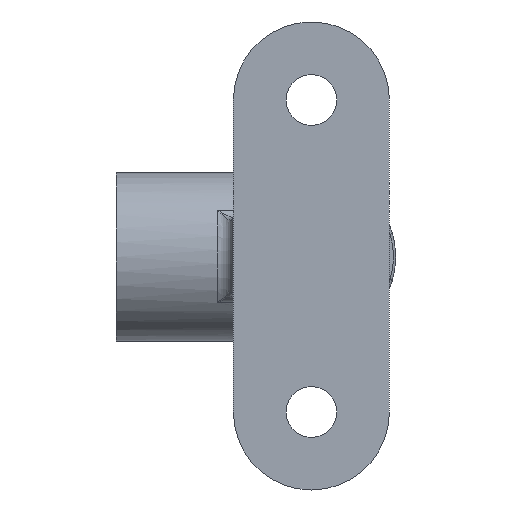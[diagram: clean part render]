
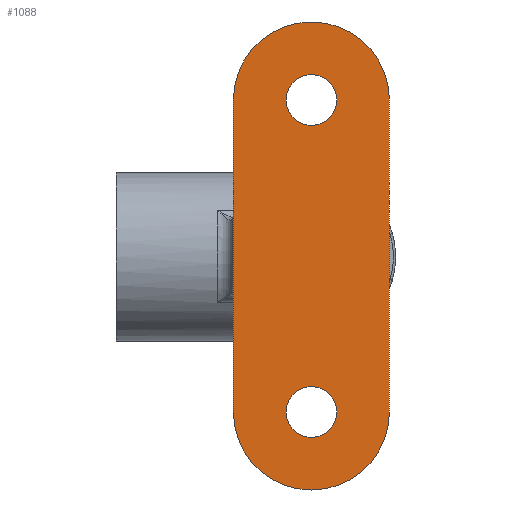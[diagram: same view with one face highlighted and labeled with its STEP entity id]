
A CAD part, front view. The second image highlights one B-rep face of the part: STEP entity #1088.
In plain terms, the highlighted planar face has unit normal (0, -1, 0).
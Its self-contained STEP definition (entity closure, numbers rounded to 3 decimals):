
#27=PLANE('',#1227);
#81=LINE('',#2580,#124);
#83=LINE('',#2598,#126);
#124=VECTOR('',#1486,1000.);
#126=VECTOR('',#1510,1000.);
#409=ORIENTED_EDGE('',*,*,#665,.F.);
#410=ORIENTED_EDGE('',*,*,#660,.T.);
#411=ORIENTED_EDGE('',*,*,#657,.T.);
#412=ORIENTED_EDGE('',*,*,#666,.T.);
#413=ORIENTED_EDGE('',*,*,#667,.T.);
#414=ORIENTED_EDGE('',*,*,#668,.F.);
#657=EDGE_CURVE('',#764,#765,#81,.T.);
#660=EDGE_CURVE('',#766,#764,#839,.T.);
#665=EDGE_CURVE('',#769,#769,#844,.T.);
#666=EDGE_CURVE('',#765,#770,#845,.T.);
#667=EDGE_CURVE('',#770,#766,#83,.T.);
#668=EDGE_CURVE('',#771,#771,#846,.T.);
#764=VERTEX_POINT('',#2577);
#765=VERTEX_POINT('',#2579);
#766=VERTEX_POINT('',#2583);
#769=VERTEX_POINT('',#2595);
#770=VERTEX_POINT('',#2597);
#771=VERTEX_POINT('',#2600);
#839=CIRCLE('',#1221,10.);
#844=CIRCLE('',#1228,3.25);
#845=CIRCLE('',#1229,10.);
#846=CIRCLE('',#1230,3.25);
#912=EDGE_LOOP('',(#409));
#913=EDGE_LOOP('',(#410,#411,#412,#413));
#914=EDGE_LOOP('',(#414));
#1001=FACE_BOUND('',#912,.T.);
#1002=FACE_BOUND('',#913,.T.);
#1003=FACE_BOUND('',#914,.T.);
#1088=ADVANCED_FACE('',(#1001,#1002,#1003),#27,.T.);
#1221=AXIS2_PLACEMENT_3D('',#2585,#1492,#1493);
#1227=AXIS2_PLACEMENT_3D('',#2593,#1504,#1505);
#1228=AXIS2_PLACEMENT_3D('',#2594,#1506,#1507);
#1229=AXIS2_PLACEMENT_3D('',#2596,#1508,#1509);
#1230=AXIS2_PLACEMENT_3D('',#2599,#1511,#1512);
#1486=DIRECTION('',(0.,0.,1.));
#1492=DIRECTION('',(0.,-1.,0.));
#1493=DIRECTION('',(0.,0.,-1.));
#1504=DIRECTION('',(0.,-1.,0.));
#1505=DIRECTION('',(0.,0.,-1.));
#1506=DIRECTION('',(0.,-1.,0.));
#1507=DIRECTION('',(0.,0.,-1.));
#1508=DIRECTION('',(0.,-1.,0.));
#1509=DIRECTION('',(0.,0.,-1.));
#1510=DIRECTION('',(0.,0.,-1.));
#1511=DIRECTION('',(0.,-1.,0.));
#1512=DIRECTION('',(0.,0.,-1.));
#2577=CARTESIAN_POINT('',(10.,-29.99,-19.898));
#2579=CARTESIAN_POINT('',(10.,-29.99,20.102));
#2580=CARTESIAN_POINT('',(10.,-29.99,-19.898));
#2583=CARTESIAN_POINT('',(-10.,-29.99,-19.898));
#2585=CARTESIAN_POINT('',(0.,-29.99,-19.898));
#2593=CARTESIAN_POINT('',(0.,-29.99,-19.898));
#2594=CARTESIAN_POINT('',(0.,-29.99,20.102));
#2595=CARTESIAN_POINT('',(0.,-29.99,16.852));
#2596=CARTESIAN_POINT('',(0.,-29.99,20.102));
#2597=CARTESIAN_POINT('',(-10.,-29.99,20.102));
#2598=CARTESIAN_POINT('',(-10.,-29.99,-19.898));
#2599=CARTESIAN_POINT('',(0.,-29.99,-19.898));
#2600=CARTESIAN_POINT('',(0.,-29.99,-23.148));
